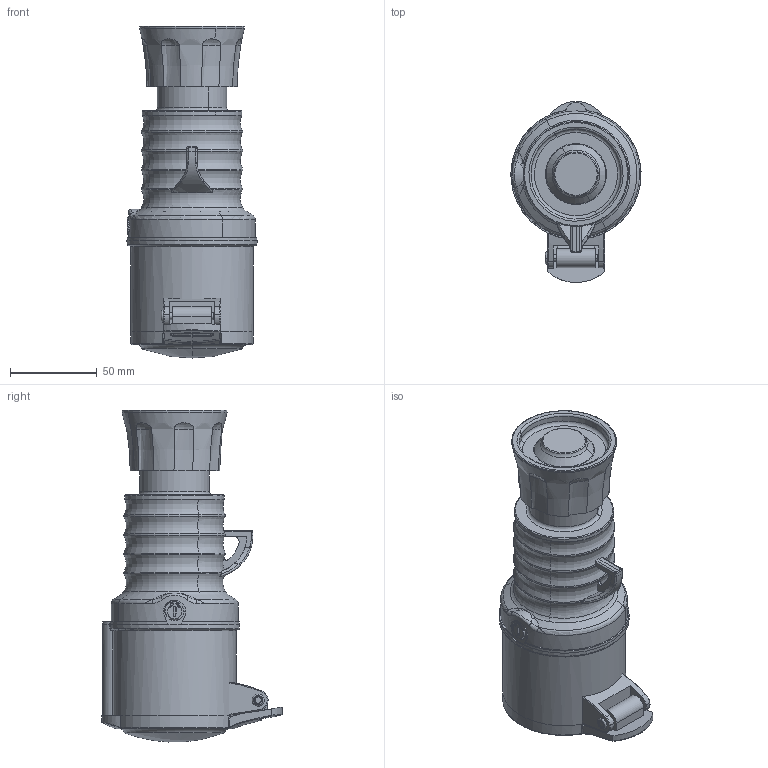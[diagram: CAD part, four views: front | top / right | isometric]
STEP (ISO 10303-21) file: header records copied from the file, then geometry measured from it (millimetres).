
FILE_DESCRIPTION((''),'2;1');
FILE_NAME('GW62020H_SW0001','2020-05-21T21:37:47',('user'),('Technoprobe spa'),'CREO PARAMETRIC BY PTC INC, 2019471','CREO PARAMETRIC BY PTC INC, 2019471','');
FILE_SCHEMA(('CONFIG_CONTROL_DESIGN'));
Length unit declared in the file: millimetre
Products named in the file (1): GW62020H_SW0001
Bounding box: 74.75 x 104 x 190.85 mm (x, y, z)
Volume: 570989 mm3; surface area: 53453.1 mm2
Topology: 2 solids, 2 shells, 374 faces, 960 edges, 592 vertices
Faces by surface type: bspline 101, plane 78, cylinder 75, torus 72, cone 42, sphere 6
Entity records: 18291 total; most frequent: CARTESIAN_POINT 9976, ORIENTED_EDGE 1912, DIRECTION 1477, EDGE_CURVE 956, AXIS2_PLACEMENT_3D 622, VERTEX_POINT 592, EDGE_LOOP 390, FACE_OUTER_BOUND 374
